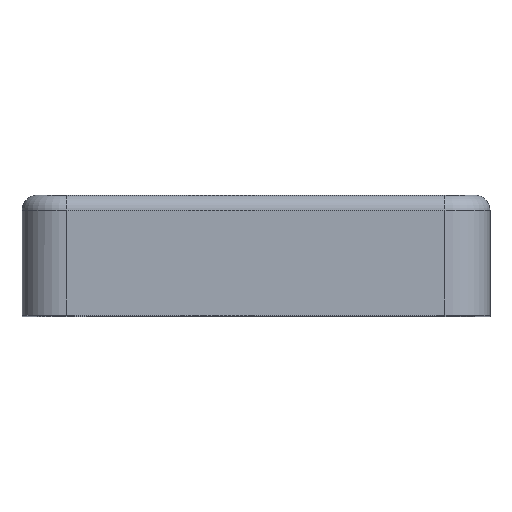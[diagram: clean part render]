
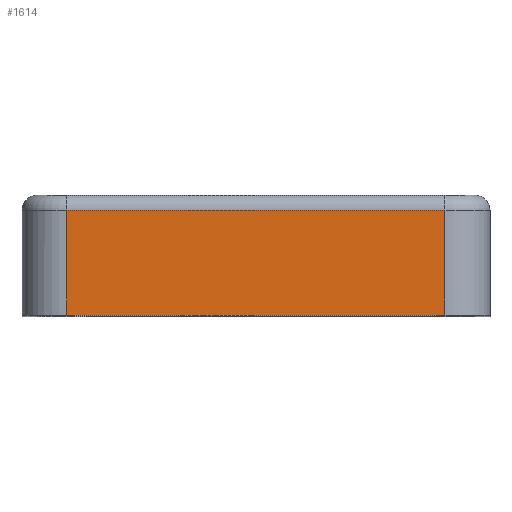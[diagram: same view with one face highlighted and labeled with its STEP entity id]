
A CAD part, top view. The second image highlights one B-rep face of the part: STEP entity #1614.
In plain terms, the highlighted planar face has unit normal (0, 0, 1).
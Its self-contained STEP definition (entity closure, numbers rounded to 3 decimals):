
#85=PLANE('',#1780);
#207=LINE('',#3443,#346);
#212=LINE('',#3463,#351);
#213=LINE('',#3467,#352);
#214=LINE('',#3468,#353);
#346=VECTOR('',#2176,10.);
#351=VECTOR('',#2193,10.);
#352=VECTOR('',#2198,10.);
#353=VECTOR('',#2199,10.);
#477=FACE_OUTER_BOUND('',#577,.T.);
#577=EDGE_LOOP('',(#1473,#1474,#1475,#1476));
#807=VERTEX_POINT('',#3440);
#808=VERTEX_POINT('',#3442);
#817=VERTEX_POINT('',#3462);
#818=VERTEX_POINT('',#3466);
#1030=EDGE_CURVE('',#807,#808,#207,.T.);
#1040=EDGE_CURVE('',#808,#817,#212,.T.);
#1042=EDGE_CURVE('',#818,#807,#213,.T.);
#1043=EDGE_CURVE('',#818,#817,#214,.T.);
#1473=ORIENTED_EDGE('',*,*,#1040,.F.);
#1474=ORIENTED_EDGE('',*,*,#1030,.F.);
#1475=ORIENTED_EDGE('',*,*,#1042,.F.);
#1476=ORIENTED_EDGE('',*,*,#1043,.T.);
#1614=ADVANCED_FACE('',(#477),#85,.T.);
#1780=AXIS2_PLACEMENT_3D('',#3465,#2196,#2197);
#2176=DIRECTION('',(-1.,0.,0.));
#2193=DIRECTION('',(0.,1.,0.));
#2196=DIRECTION('center_axis',(0.,0.,1.));
#2197=DIRECTION('ref_axis',(-1.,0.,0.));
#2198=DIRECTION('',(0.,-1.,0.));
#2199=DIRECTION('',(-1.,0.,0.));
#3440=CARTESIAN_POINT('',(6.3,-3.5,16.));
#3442=CARTESIAN_POINT('',(-6.3,-3.5,16.));
#3443=CARTESIAN_POINT('',(7.8,-3.5,16.));
#3462=CARTESIAN_POINT('',(-6.3,0.,16.));
#3463=CARTESIAN_POINT('',(-6.3,0.,16.));
#3465=CARTESIAN_POINT('Origin',(7.8,0.,16.));
#3466=CARTESIAN_POINT('',(6.3,0.,16.));
#3467=CARTESIAN_POINT('',(6.3,0.,16.));
#3468=CARTESIAN_POINT('',(7.8,0.,16.));
